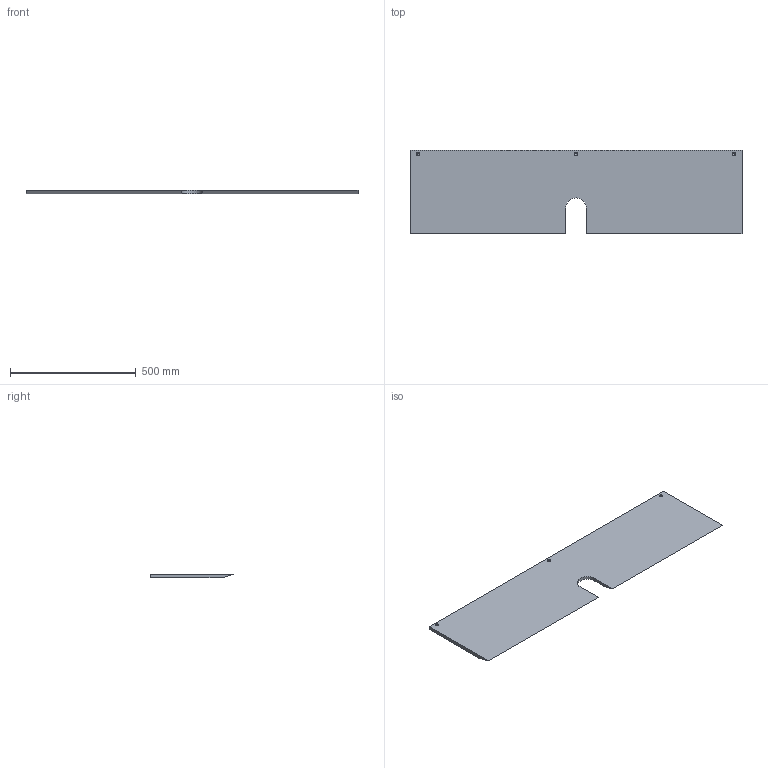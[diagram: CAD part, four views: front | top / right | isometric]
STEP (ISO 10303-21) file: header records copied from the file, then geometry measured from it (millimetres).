
FILE_DESCRIPTION(/* description */ (''),/* implementation_level */ '2;1');
FILE_NAME(/* name */ 'GE-18065_Blue.ipt.stp',/* time_stamp */ '2018-01-01T11:19:13-08:00',/* author */ ('PhillipD'),/* organization */ (''),/* preprocessor_version */ 'ST-DEVELOPER v16.13',/* originating_system */ 'Autodesk Inventor 2018',/* authorisation */ '');
FILE_SCHEMA (('AUTOMOTIVE_DESIGN { 1 0 10303 214 3 1 1 }'));
Length unit declared in the file: inch
Products named in the file (1): GE-18065_Blue
Bounding box: 1320.57 x 332.47 x 12.7 mm (x, y, z)
Volume: 5069778.6 mm3; surface area: 886871 mm2
Topology: 1 solids, 1 shells, 16 faces, 39 edges, 25 vertices
Faces by surface type: plane 9, cylinder 4, cone 3
Full cylindrical faces by diameter (mm): 6.756 x3
Entity records: 500 total; most frequent: DIRECTION 78, CARTESIAN_POINT 75, ORIENTED_EDGE 66, EDGE_CURVE 33, EDGE_LOOP 28, AXIS2_PLACEMENT_3D 28, VERTEX_POINT 25, LINE 22
